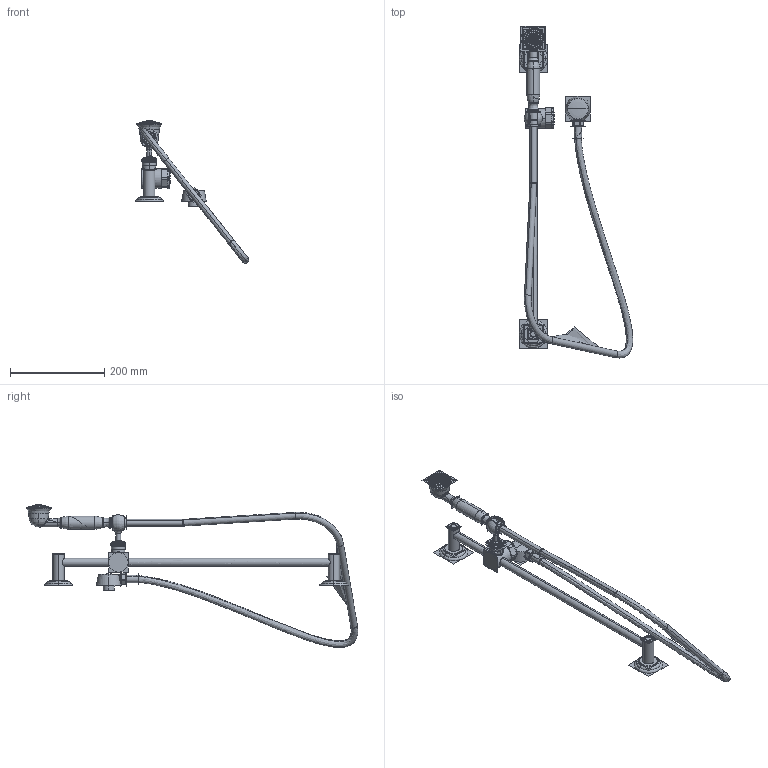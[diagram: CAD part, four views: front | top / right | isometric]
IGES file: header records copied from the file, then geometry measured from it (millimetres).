
Start section:  PTC IGES file: 281d_asm_asm_1_asm.igs
Global section: file name: 281d_asm_asm_1_asm.igs; native system: Creo Parametric by PTC Inc.; preprocessor: 2018400; author: jinson.thomas; organization: Unknown; date: 20201211.100136; units: inch
Bounding box: 241.14 x 703.69 x 302.88 mm (x, y, z)
Volume: 356950.9 mm3; surface area: 521691.1 mm2
Topology: 22 solids, 272 shells, 1442 faces, 6986 edges, 9075 vertices
Faces by surface type: revolution 786, bspline 644, extrusion 12
